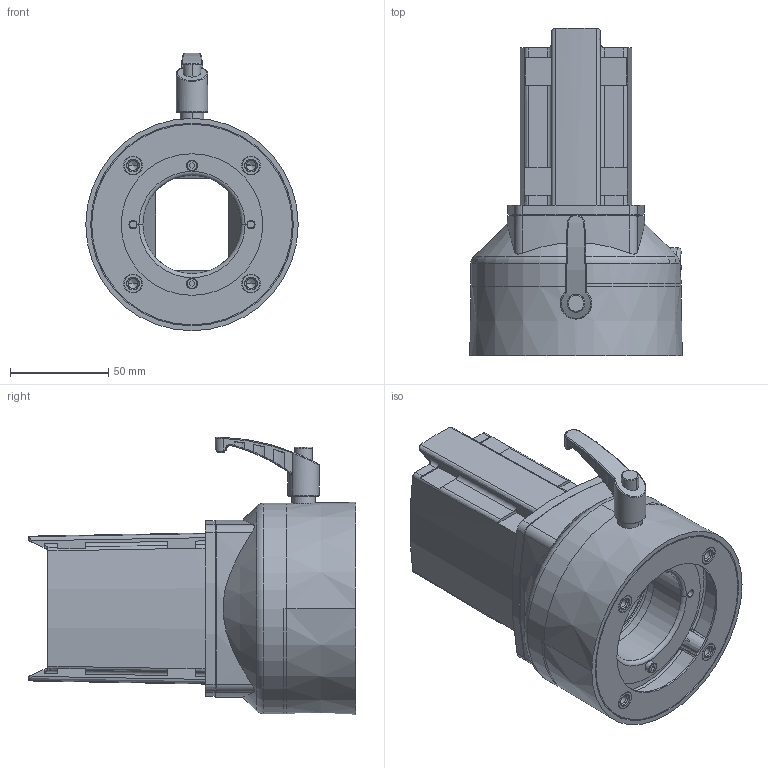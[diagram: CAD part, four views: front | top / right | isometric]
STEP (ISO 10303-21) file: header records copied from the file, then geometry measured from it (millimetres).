
FILE_DESCRIPTION((''),'2;1');
FILE_NAME('MCO90083101_SW0002','2009-03-04T',('K.Herdt'),(''),'PRO/ENGINEER BY PARAMETRIC TECHNOLOGY CORPORATION, 2005070','PRO/ENGINEER BY PARAMETRIC TECHNOLOGY CORPORATION, 2005070','');
FILE_SCHEMA(('AUTOMOTIVE_DESIGN_CC2 { 1 2 10303 214 -1 1 5 2 }'));
Products named in the file (1): MCO90083101_SW0002
Bounding box: 108 x 166.5 x 141.1 mm (x, y, z)
Volume: 533906 mm3; surface area: 136541.8 mm2
Topology: 1 solids, 1 shells, 888 faces, 2291 edges, 1422 vertices
Faces by surface type: cylinder 312, plane 253, bspline 159, cone 86, torus 50, sphere 28
Entity records: 52242 total; most frequent: CARTESIAN_POINT 18378, ORIENTED_EDGE 4556, DIRECTION 3907, PRESENTATION_STYLE_ASSIGNMENT 3137, STYLED_ITEM 2283, CURVE_STYLE 2282, EDGE_CURVE 2278, AXIS2_PLACEMENT_3D 1516
